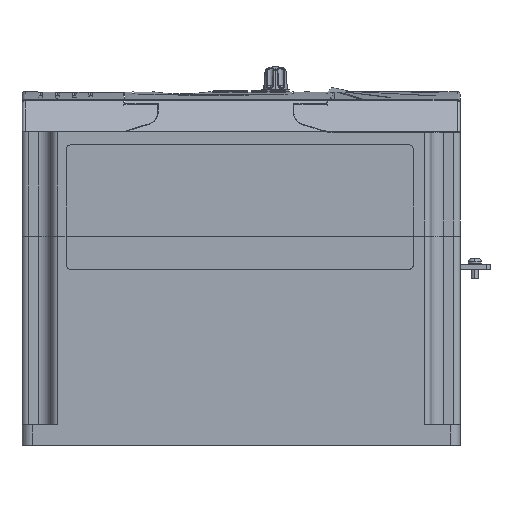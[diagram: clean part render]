
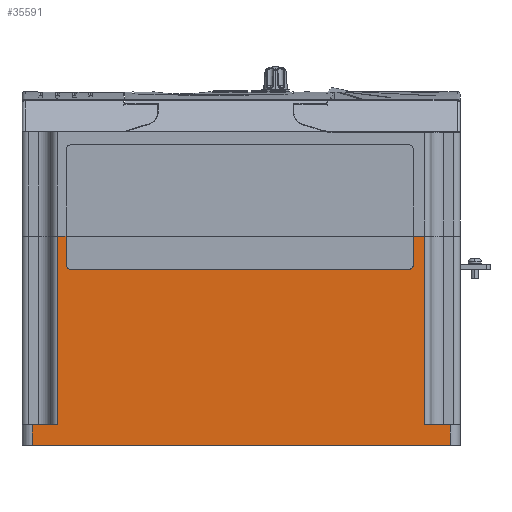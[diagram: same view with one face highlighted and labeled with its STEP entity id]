
A CAD part, left-side view. The second image highlights one B-rep face of the part: STEP entity #35591.
In plain terms, the highlighted planar face has unit normal (-1, 0, 0).
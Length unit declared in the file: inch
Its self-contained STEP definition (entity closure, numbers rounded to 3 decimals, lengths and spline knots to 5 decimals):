
#67 = VERTEX_POINT ( 'NONE', #694 ) ;
#113 = EDGE_CURVE ( 'NONE', #12077, #11756, #19186, .T. ) ;
#571 = VERTEX_POINT ( 'NONE', #32320 ) ;
#694 = CARTESIAN_POINT ( 'NONE',  ( -2.46, -3.75, -3.00447 ) ) ;
#1409 = ORIENTED_EDGE ( 'NONE', *, *, #18882, .F. ) ;
#1705 = VERTEX_POINT ( 'NONE', #5001 ) ;
#2002 = DIRECTION ( 'NONE',  ( 0., 1., 0. ) ) ;
#2081 = CARTESIAN_POINT ( 'NONE',  ( -2.46, 4.13, -3.00547 ) ) ;
#2355 = EDGE_CURVE ( 'NONE', #32886, #16373, #37204, .T. ) ;
#3113 = EDGE_CURVE ( 'NONE', #37139, #571, #12928, .T. ) ;
#3545 = ORIENTED_EDGE ( 'NONE', *, *, #25118, .F. ) ;
#3619 = VERTEX_POINT ( 'NONE', #21743 ) ;
#3848 = ORIENTED_EDGE ( 'NONE', *, *, #3113, .T. ) ;
#3953 = DIRECTION ( 'NONE',  ( 0., 1., 0. ) ) ;
#4018 = CARTESIAN_POINT ( 'NONE',  ( -2.46, 4.33, 1.13 ) ) ;
#4045 = VECTOR ( 'NONE', #25555, 39.37008 ) ;
#4343 = LINE ( 'NONE', #10924, #35676 ) ;
#4850 = EDGE_CURVE ( 'NONE', #13963, #32010, #12120, .T. ) ;
#5001 = CARTESIAN_POINT ( 'NONE',  ( -2.46, 3.35955, 0.4695 ) ) ;
#5129 = DIRECTION ( 'NONE',  ( 0., 0., -1. ) ) ;
#5581 = CARTESIAN_POINT ( 'NONE',  ( -2.46, -4.13, -3.00547 ) ) ;
#5641 = CARTESIAN_POINT ( 'NONE',  ( -2.46, 3.75, -3.00547 ) ) ;
#5705 = ORIENTED_EDGE ( 'NONE', *, *, #6348, .F. ) ;
#5788 = CARTESIAN_POINT ( 'NONE',  ( -2.46, -3.30487, 0.5695 ) ) ;
#6115 = VERTEX_POINT ( 'NONE', #14199 ) ;
#6348 = EDGE_CURVE ( 'NONE', #33727, #11756, #17926, .T. ) ;
#6361 = EDGE_CURVE ( 'NONE', #6115, #22825, #32137, .T. ) ;
#6527 = DIRECTION ( 'NONE',  ( 0., -1., 0. ) ) ;
#6841 = CARTESIAN_POINT ( 'NONE',  ( -2.46, 3.75, -3.00547 ) ) ;
#7125 = LINE ( 'NONE', #34595, #30353 ) ;
#8855 = DIRECTION ( 'NONE',  ( 0., 0., -1. ) ) ;
#9050 = DIRECTION ( 'NONE',  ( 0., 0., 1. ) ) ;
#9577 = CARTESIAN_POINT ( 'NONE',  ( -2.46, 3.625, -3.00547 ) ) ;
#9589 = CARTESIAN_POINT ( 'NONE',  ( -2.46, -3.75, -3.00547 ) ) ;
#10601 = VECTOR ( 'NONE', #19286, 39.37008 ) ;
#10778 = VECTOR ( 'NONE', #38242, 39.37008 ) ;
#10924 = CARTESIAN_POINT ( 'NONE',  ( -2.46, 4.33, -3.00447 ) ) ;
#11305 = ORIENTED_EDGE ( 'NONE', *, *, #12634, .T. ) ;
#11708 = DIRECTION ( 'NONE',  ( 0., 0., 1. ) ) ;
#11756 = VERTEX_POINT ( 'NONE', #33983 ) ;
#11804 = CARTESIAN_POINT ( 'NONE',  ( -2.46, 3.35955, 0.4695 ) ) ;
#11878 = LINE ( 'NONE', #9577, #19011 ) ;
#12077 = VERTEX_POINT ( 'NONE', #27845 ) ;
#12120 = LINE ( 'NONE', #36429, #4045 ) ;
#12292 = CARTESIAN_POINT ( 'NONE',  ( -2.46, -3.40487, -3.00547 ) ) ;
#12371 = CARTESIAN_POINT ( 'NONE',  ( -2.46, 4.33, -3.00547 ) ) ;
#12372 = ORIENTED_EDGE ( 'NONE', *, *, #2355, .T. ) ;
#12384 = CARTESIAN_POINT ( 'NONE',  ( -2.46, 3.75, -3.00447 ) ) ;
#12634 = EDGE_CURVE ( 'NONE', #3619, #24282, #17327, .T. ) ;
#12803 = AXIS2_PLACEMENT_3D ( 'NONE', #28184, #31212, #13045 ) ;
#12928 = CIRCLE ( 'NONE', #22030, 0.1 ) ;
#13045 = DIRECTION ( 'NONE',  ( 0., 0., -1. ) ) ;
#13157 = CARTESIAN_POINT ( 'NONE',  ( -2.46, -3.40487, 1.13 ) ) ;
#13375 = ORIENTED_EDGE ( 'NONE', *, *, #31268, .T. ) ;
#13917 = CARTESIAN_POINT ( 'NONE',  ( -2.46, -3.625, -3.00547 ) ) ;
#13963 = VERTEX_POINT ( 'NONE', #13157 ) ;
#14114 = ORIENTED_EDGE ( 'NONE', *, *, #113, .T. ) ;
#14199 = CARTESIAN_POINT ( 'NONE',  ( -2.46, 3.625, -2.6 ) ) ;
#14523 = LINE ( 'NONE', #5641, #29707 ) ;
#14658 = CARTESIAN_POINT ( 'NONE',  ( -2.46, 3.35955, 0.5695 ) ) ;
#15474 = EDGE_CURVE ( 'NONE', #33727, #32010, #25940, .T. ) ;
#15595 = EDGE_CURVE ( 'NONE', #571, #1705, #32099, .T. ) ;
#15982 = ORIENTED_EDGE ( 'NONE', *, *, #37408, .F. ) ;
#16032 = CARTESIAN_POINT ( 'NONE',  ( -2.46, 4.33, -2.6 ) ) ;
#16373 = VERTEX_POINT ( 'NONE', #9589 ) ;
#16386 = CIRCLE ( 'NONE', #33717, 0.1 ) ;
#16551 = DIRECTION ( 'NONE',  ( 0., 0., 1. ) ) ;
#17327 = LINE ( 'NONE', #30268, #32492 ) ;
#17716 = DIRECTION ( 'NONE',  ( 0., 0., 1. ) ) ;
#17926 = LINE ( 'NONE', #22008, #25981 ) ;
#18005 = CARTESIAN_POINT ( 'NONE',  ( -2.46, -3.40487, 0.5695 ) ) ;
#18406 = ORIENTED_EDGE ( 'NONE', *, *, #35437, .T. ) ;
#18413 = DIRECTION ( 'NONE',  ( 0., 0., 1. ) ) ;
#18674 = LINE ( 'NONE', #4018, #10601 ) ;
#18876 = CARTESIAN_POINT ( 'NONE',  ( -2.46, -3.625, 1.13 ) ) ;
#18882 = EDGE_CURVE ( 'NONE', #19318, #23386, #7125, .T. ) ;
#18934 = EDGE_CURVE ( 'NONE', #16373, #67, #29416, .T. ) ;
#19011 = VECTOR ( 'NONE', #33866, 39.37008 ) ;
#19146 = CARTESIAN_POINT ( 'NONE',  ( -2.46, 3.625, 1.13 ) ) ;
#19186 = LINE ( 'NONE', #5581, #35309 ) ;
#19207 = ORIENTED_EDGE ( 'NONE', *, *, #4850, .F. ) ;
#19286 = DIRECTION ( 'NONE',  ( 0., -1., 0. ) ) ;
#19318 = VERTEX_POINT ( 'NONE', #12384 ) ;
#19523 = ORIENTED_EDGE ( 'NONE', *, *, #18934, .T. ) ;
#20770 = DIRECTION ( 'NONE',  ( 0., 0., -1. ) ) ;
#21040 = VECTOR ( 'NONE', #6527, 39.37008 ) ;
#21341 = VECTOR ( 'NONE', #16551, 39.37008 ) ;
#21743 = CARTESIAN_POINT ( 'NONE',  ( -2.46, 3.45955, 0.5695 ) ) ;
#22008 = CARTESIAN_POINT ( 'NONE',  ( -2.46, 4.33, -2.6 ) ) ;
#22030 = AXIS2_PLACEMENT_3D ( 'NONE', #5788, #27029, #8855 ) ;
#22103 = VECTOR ( 'NONE', #5129, 39.37008 ) ;
#22114 = FACE_OUTER_BOUND ( 'NONE', #29650, .T. ) ;
#22147 = DIRECTION ( 'NONE',  ( 0., -1., 0. ) ) ;
#22825 = VERTEX_POINT ( 'NONE', #23214 ) ;
#22923 = ORIENTED_EDGE ( 'NONE', *, *, #6361, .T. ) ;
#23214 = CARTESIAN_POINT ( 'NONE',  ( -2.46, 4.13, -2.6 ) ) ;
#23386 = VERTEX_POINT ( 'NONE', #24579 ) ;
#23842 = CARTESIAN_POINT ( 'NONE',  ( -2.46, -3.625, -2.6 ) ) ;
#24023 = VECTOR ( 'NONE', #36065, 39.37008 ) ;
#24055 = VECTOR ( 'NONE', #3953, 39.37008 ) ;
#24282 = VERTEX_POINT ( 'NONE', #25689 ) ;
#24400 = ORIENTED_EDGE ( 'NONE', *, *, #29207, .T. ) ;
#24579 = CARTESIAN_POINT ( 'NONE',  ( -2.46, 4.13, -3.00447 ) ) ;
#25118 = EDGE_CURVE ( 'NONE', #12077, #67, #4343, .T. ) ;
#25423 = DIRECTION ( 'NONE',  ( 0., 1., 0. ) ) ;
#25555 = DIRECTION ( 'NONE',  ( 0., -1., 0. ) ) ;
#25689 = CARTESIAN_POINT ( 'NONE',  ( -2.46, 3.45955, 1.13 ) ) ;
#25940 = LINE ( 'NONE', #13917, #10778 ) ;
#25981 = VECTOR ( 'NONE', #22147, 39.37008 ) ;
#26537 = ORIENTED_EDGE ( 'NONE', *, *, #29987, .F. ) ;
#27029 = DIRECTION ( 'NONE',  ( 1., 0., 0. ) ) ;
#27194 = ORIENTED_EDGE ( 'NONE', *, *, #15474, .T. ) ;
#27845 = CARTESIAN_POINT ( 'NONE',  ( -2.46, -4.13, -3.00447 ) ) ;
#28046 = PLANE ( 'NONE',  #12803 ) ;
#28074 = EDGE_CURVE ( 'NONE', #1705, #3619, #16386, .T. ) ;
#28184 = CARTESIAN_POINT ( 'NONE',  ( -2.46, 4.33, -3.00547 ) ) ;
#28933 = ORIENTED_EDGE ( 'NONE', *, *, #15595, .T. ) ;
#29207 = EDGE_CURVE ( 'NONE', #36081, #6115, #11878, .T. ) ;
#29308 = LINE ( 'NONE', #12292, #36445 ) ;
#29416 = LINE ( 'NONE', #31644, #21341 ) ;
#29650 = EDGE_LOOP ( 'NONE', ( #12372, #19523, #3545, #14114, #5705, #27194, #19207, #26537, #3848, #28933, #38684, #11305, #15982, #24400, #22923, #13375, #1409, #18406 ) ) ;
#29707 = VECTOR ( 'NONE', #20770, 39.37008 ) ;
#29987 = EDGE_CURVE ( 'NONE', #37139, #13963, #29308, .T. ) ;
#30268 = CARTESIAN_POINT ( 'NONE',  ( -2.46, 3.45955, 2.83615 ) ) ;
#30353 = VECTOR ( 'NONE', #25423, 39.37008 ) ;
#31078 = LINE ( 'NONE', #2081, #22103 ) ;
#31212 = DIRECTION ( 'NONE',  ( 1., 0., 0. ) ) ;
#31268 = EDGE_CURVE ( 'NONE', #22825, #23386, #31078, .T. ) ;
#31644 = CARTESIAN_POINT ( 'NONE',  ( -2.46, -3.75, -3.00547 ) ) ;
#32010 = VERTEX_POINT ( 'NONE', #18876 ) ;
#32099 = LINE ( 'NONE', #11804, #24023 ) ;
#32137 = LINE ( 'NONE', #16032, #24055 ) ;
#32320 = CARTESIAN_POINT ( 'NONE',  ( -2.46, -3.30487, 0.4695 ) ) ;
#32492 = VECTOR ( 'NONE', #9050, 39.37008 ) ;
#32886 = VERTEX_POINT ( 'NONE', #6841 ) ;
#33717 = AXIS2_PLACEMENT_3D ( 'NONE', #14658, #35881, #17716 ) ;
#33727 = VERTEX_POINT ( 'NONE', #23842 ) ;
#33866 = DIRECTION ( 'NONE',  ( 0., 0., -1. ) ) ;
#33983 = CARTESIAN_POINT ( 'NONE',  ( -2.46, -4.13, -2.6 ) ) ;
#34595 = CARTESIAN_POINT ( 'NONE',  ( -2.46, 4.33, -3.00447 ) ) ;
#35309 = VECTOR ( 'NONE', #11708, 39.37008 ) ;
#35437 = EDGE_CURVE ( 'NONE', #19318, #32886, #14523, .T. ) ;
#35591 = ADVANCED_FACE ( 'NONE', ( #22114 ), #28046, .F. ) ;
#35676 = VECTOR ( 'NONE', #2002, 39.37008 ) ;
#35881 = DIRECTION ( 'NONE',  ( 1., 0., 0. ) ) ;
#36065 = DIRECTION ( 'NONE',  ( 0., 1., 0. ) ) ;
#36081 = VERTEX_POINT ( 'NONE', #19146 ) ;
#36429 = CARTESIAN_POINT ( 'NONE',  ( -2.46, 4.33, 1.13 ) ) ;
#36445 = VECTOR ( 'NONE', #18413, 39.37008 ) ;
#37139 = VERTEX_POINT ( 'NONE', #18005 ) ;
#37204 = LINE ( 'NONE', #12371, #21040 ) ;
#37408 = EDGE_CURVE ( 'NONE', #36081, #24282, #18674, .T. ) ;
#38242 = DIRECTION ( 'NONE',  ( 0., 0., 1. ) ) ;
#38684 = ORIENTED_EDGE ( 'NONE', *, *, #28074, .T. ) ;
